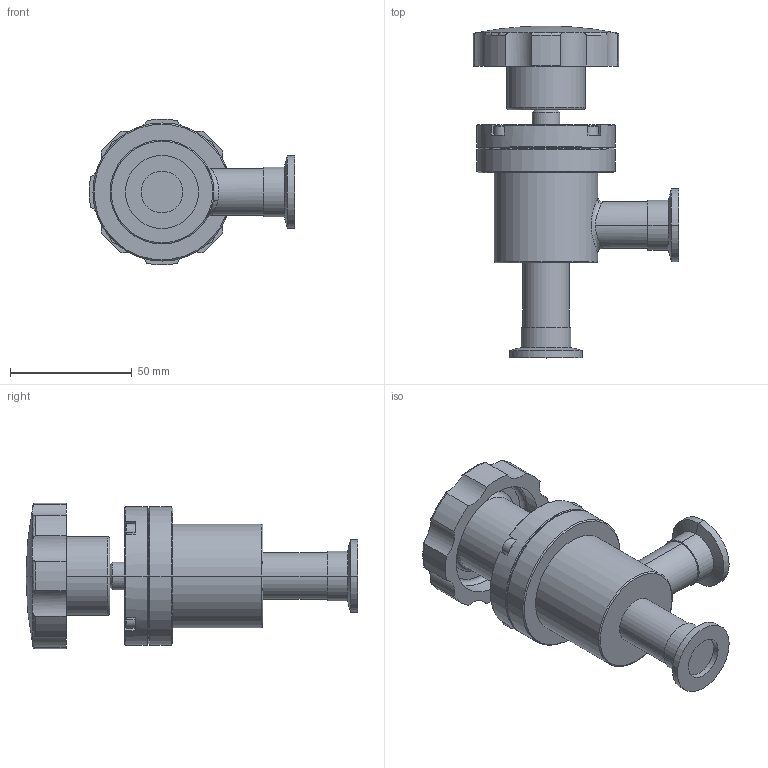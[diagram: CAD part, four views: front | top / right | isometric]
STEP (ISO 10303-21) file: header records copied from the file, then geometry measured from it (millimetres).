
FILE_DESCRIPTION (( 'STEP AP214' ), '1' );
FILE_NAME ('300109010016.STEP', '2021-01-27T01:44:37', ( 'admin' ), ( '' ), 'SwSTEP 2.0', 'SolidWorks 2018', '' );
FILE_SCHEMA (( 'AUTOMOTIVE_DESIGN' ));
Length unit declared in the file: millimetre
Products named in the file (1): 300109010016
Bounding box: 84.53 x 136.5 x 59.86 mm (x, y, z)
Volume: 174641.5 mm3; surface area: 33909.1 mm2
Topology: 1 solids, 1 shells, 184 faces, 467 edges, 300 vertices
Faces by surface type: plane 63, cylinder 61, cone 27, torus 17, bspline 14, sphere 2
Entity records: 7297 total; most frequent: CARTESIAN_POINT 2341, DIRECTION 941, ORIENTED_EDGE 934, EDGE_CURVE 467, AXIS2_PLACEMENT_3D 369, VERTEX_POINT 300, VECTOR 203, LINE 203
